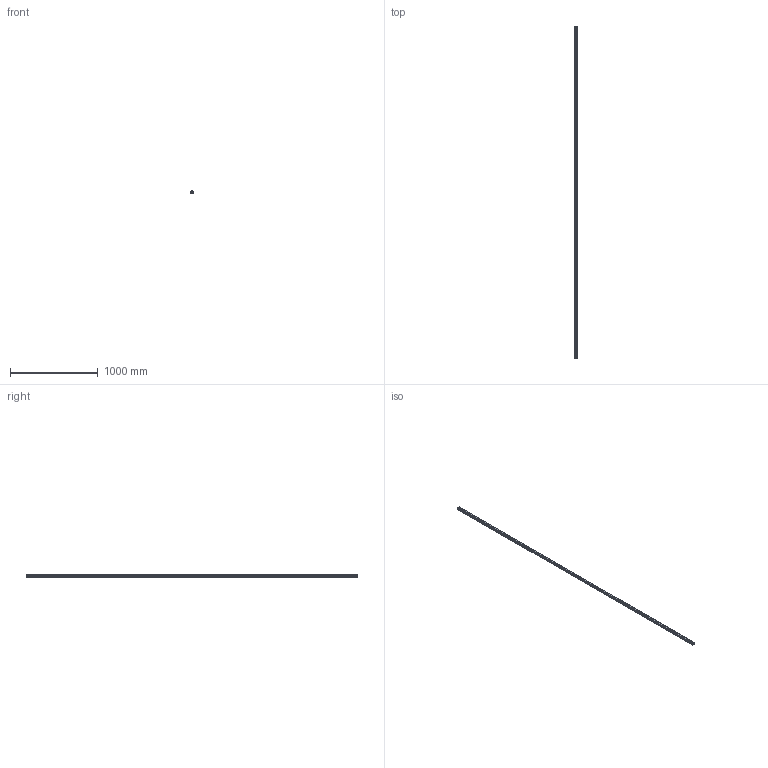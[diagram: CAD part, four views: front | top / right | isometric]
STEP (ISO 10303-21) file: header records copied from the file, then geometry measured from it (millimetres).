
FILE_DESCRIPTION(('STEP AP214'),'1');
FILE_NAME('cctmp_0F7E2CD8-3E89-4226-9528-ECF711BBBA4B_2020_6_24_15_44_5_417..stp','2020-06-24T13:44:05',('HIWIN GmbH'),('CADClick - www.CADClick.com'),'Spatial InterOp 3D',' ','unknown authorization');
FILE_SCHEMA(('AUTOMOTIVE_DESIGN'));
Length unit declared in the file: millimetre
Products named in the file (1): HGR30R3790H_FILE
Bounding box: 28 x 3790 x 26 mm (x, y, z)
Volume: 2203509.6 mm3; surface area: 469927.9 mm2
Topology: 1 solids, 1 shells, 547 faces, 1191 edges, 794 vertices
Faces by surface type: cylinder 310, plane 237
Entity records: 19625 total; most frequent: DIRECTION 2907, CARTESIAN_POINT 2533, ORIENTED_EDGE 2382, EDGE_CURVE 1191, AXIS2_PLACEMENT_3D 1168, VERTEX_POINT 794, EDGE_LOOP 695, CIRCLE 620
